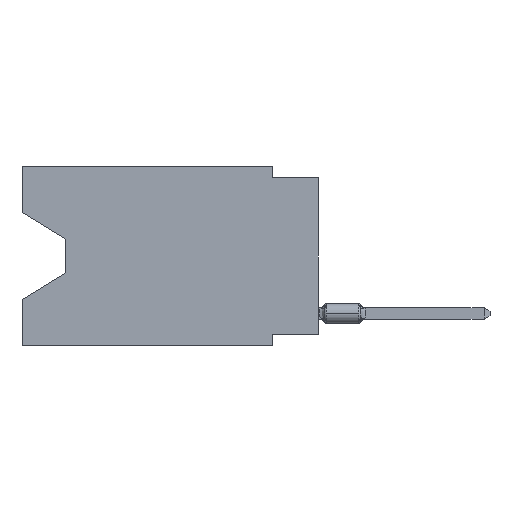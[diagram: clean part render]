
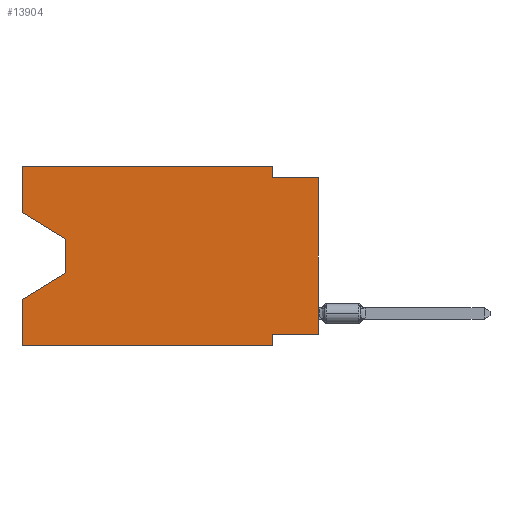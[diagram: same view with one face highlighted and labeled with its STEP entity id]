
A CAD part, left-side view. The second image highlights one B-rep face of the part: STEP entity #13904.
In plain terms, the highlighted planar face has unit normal (-1, 0, 0).
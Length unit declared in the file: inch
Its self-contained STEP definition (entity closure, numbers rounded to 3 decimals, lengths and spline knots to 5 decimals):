
#252 = VECTOR ( 'NONE', #4819, 39.37008 ) ;
#366 = DIRECTION ( 'NONE',  ( 0., -1., 0. ) ) ;
#371 = DIRECTION ( 'NONE',  ( 0., 0., 1. ) ) ;
#555 = CARTESIAN_POINT ( 'NONE',  ( 0., 0.645, 0. ) ) ;
#708 = LINE ( 'NONE', #12789, #1254 ) ;
#964 = CARTESIAN_POINT ( 'NONE',  ( 0., 0., -0.025 ) ) ;
#969 = LINE ( 'NONE', #6468, #4624 ) ;
#1254 = VECTOR ( 'NONE', #2957, 39.37008 ) ;
#1463 = VECTOR ( 'NONE', #6881, 39.37008 ) ;
#1574 = ORIENTED_EDGE ( 'NONE', *, *, #10187, .F. ) ;
#1607 = LINE ( 'NONE', #7963, #2077 ) ;
#1610 = EDGE_CURVE ( 'NONE', #4715, #14172, #5688, .T. ) ;
#1961 = VERTEX_POINT ( 'NONE', #12999 ) ;
#2077 = VECTOR ( 'NONE', #10255, 39.37008 ) ;
#2137 = VECTOR ( 'NONE', #10883, 39.37008 ) ;
#2191 = LINE ( 'NONE', #964, #13548 ) ;
#2289 = VERTEX_POINT ( 'NONE', #6482 ) ;
#2400 = VERTEX_POINT ( 'NONE', #10194 ) ;
#2550 = CARTESIAN_POINT ( 'NONE',  ( 0., 0.645, -0.10025 ) ) ;
#2626 = VERTEX_POINT ( 'NONE', #10259 ) ;
#2724 = ORIENTED_EDGE ( 'NONE', *, *, #13279, .T. ) ;
#2728 = EDGE_CURVE ( 'NONE', #9436, #2289, #2191, .T. ) ;
#2743 = LINE ( 'NONE', #12641, #6638 ) ;
#2881 = DIRECTION ( 'NONE',  ( 0., 1., 0. ) ) ;
#2957 = DIRECTION ( 'NONE',  ( 0., 0., 1. ) ) ;
#3202 = VERTEX_POINT ( 'NONE', #13157 ) ;
#3433 = CARTESIAN_POINT ( 'NONE',  ( 0., 0.1, -0.39 ) ) ;
#3583 = LINE ( 'NONE', #4423, #13854 ) ;
#4019 = ORIENTED_EDGE ( 'NONE', *, *, #8933, .T. ) ;
#4110 = CARTESIAN_POINT ( 'NONE',  ( 0., 0.645, 0. ) ) ;
#4135 = EDGE_LOOP ( 'NONE', ( #2724, #4019, #5643, #11174, #10016, #4751, #12949, #7762, #13026, #6744, #1574, #6709 ) ) ;
#4423 = CARTESIAN_POINT ( 'NONE',  ( 0., 0., 0. ) ) ;
#4512 = VECTOR ( 'NONE', #2881, 39.37008 ) ;
#4515 = EDGE_CURVE ( 'NONE', #7180, #2289, #3583, .T. ) ;
#4604 = DIRECTION ( 'NONE',  ( 1., 0., 0. ) ) ;
#4624 = VECTOR ( 'NONE', #5028, 39.37008 ) ;
#4640 = VECTOR ( 'NONE', #10275, 39.37008 ) ;
#4683 = PLANE ( 'NONE',  #13882 ) ;
#4715 = VERTEX_POINT ( 'NONE', #14014 ) ;
#4751 = ORIENTED_EDGE ( 'NONE', *, *, #12429, .F. ) ;
#4773 = CARTESIAN_POINT ( 'NONE',  ( 0., 0.645, 0. ) ) ;
#4819 = DIRECTION ( 'NONE',  ( 0., -1., 0. ) ) ;
#5027 = LINE ( 'NONE', #555, #252 ) ;
#5028 = DIRECTION ( 'NONE',  ( 0., 0., -1. ) ) ;
#5323 = LINE ( 'NONE', #12701, #4512 ) ;
#5643 = ORIENTED_EDGE ( 'NONE', *, *, #1610, .T. ) ;
#5688 = LINE ( 'NONE', #13493, #4640 ) ;
#5747 = VECTOR ( 'NONE', #9131, 39.37008 ) ;
#5807 = EDGE_CURVE ( 'NONE', #2626, #14172, #708, .T. ) ;
#6418 = CARTESIAN_POINT ( 'NONE',  ( 0., 0., -0.365 ) ) ;
#6468 = CARTESIAN_POINT ( 'NONE',  ( 0., 0.1, 0. ) ) ;
#6482 = CARTESIAN_POINT ( 'NONE',  ( 0., 0., -0.025 ) ) ;
#6638 = VECTOR ( 'NONE', #366, 39.37008 ) ;
#6709 = ORIENTED_EDGE ( 'NONE', *, *, #6887, .F. ) ;
#6744 = ORIENTED_EDGE ( 'NONE', *, *, #14176, .F. ) ;
#6823 = CARTESIAN_POINT ( 'NONE',  ( 0., 0.645, 0. ) ) ;
#6852 = LINE ( 'NONE', #4773, #5747 ) ;
#6881 = DIRECTION ( 'NONE',  ( 0., -0.855, -0.519 ) ) ;
#6887 = EDGE_CURVE ( 'NONE', #1961, #7475, #6852, .T. ) ;
#7005 = EDGE_CURVE ( 'NONE', #2626, #3202, #2743, .T. ) ;
#7035 = VERTEX_POINT ( 'NONE', #10596 ) ;
#7180 = VERTEX_POINT ( 'NONE', #6418 ) ;
#7475 = VERTEX_POINT ( 'NONE', #4110 ) ;
#7641 = CARTESIAN_POINT ( 'NONE',  ( 0., 0.55, -0.158 ) ) ;
#7742 = FACE_OUTER_BOUND ( 'NONE', #4135, .T. ) ;
#7762 = ORIENTED_EDGE ( 'NONE', *, *, #4515, .T. ) ;
#7763 = LINE ( 'NONE', #3433, #2137 ) ;
#7963 = CARTESIAN_POINT ( 'NONE',  ( 0., 0.55, -0.158 ) ) ;
#8683 = EDGE_CURVE ( 'NONE', #7180, #7035, #5323, .T. ) ;
#8933 = EDGE_CURVE ( 'NONE', #12341, #4715, #1607, .T. ) ;
#9131 = DIRECTION ( 'NONE',  ( 0., 0., 1. ) ) ;
#9436 = VERTEX_POINT ( 'NONE', #10617 ) ;
#9678 = DIRECTION ( 'NONE',  ( 0., -1., 0. ) ) ;
#10016 = ORIENTED_EDGE ( 'NONE', *, *, #7005, .T. ) ;
#10187 = EDGE_CURVE ( 'NONE', #7475, #2400, #5027, .T. ) ;
#10194 = CARTESIAN_POINT ( 'NONE',  ( 0., 0.1, 0. ) ) ;
#10255 = DIRECTION ( 'NONE',  ( 0., 0., -1. ) ) ;
#10259 = CARTESIAN_POINT ( 'NONE',  ( 0., 0.645, -0.39 ) ) ;
#10275 = DIRECTION ( 'NONE',  ( 0., 0.855, -0.519 ) ) ;
#10596 = CARTESIAN_POINT ( 'NONE',  ( 0., 0.1, -0.365 ) ) ;
#10617 = CARTESIAN_POINT ( 'NONE',  ( 0., 0.1, -0.025 ) ) ;
#10849 = CARTESIAN_POINT ( 'NONE',  ( 0., 0.645, -0.28975 ) ) ;
#10883 = DIRECTION ( 'NONE',  ( 0., 0., -1. ) ) ;
#11174 = ORIENTED_EDGE ( 'NONE', *, *, #5807, .F. ) ;
#12341 = VERTEX_POINT ( 'NONE', #7641 ) ;
#12429 = EDGE_CURVE ( 'NONE', #7035, #3202, #7763, .T. ) ;
#12641 = CARTESIAN_POINT ( 'NONE',  ( 0., 0.645, -0.39 ) ) ;
#12701 = CARTESIAN_POINT ( 'NONE',  ( 0., 0., -0.365 ) ) ;
#12789 = CARTESIAN_POINT ( 'NONE',  ( 0., 0.645, 0. ) ) ;
#12949 = ORIENTED_EDGE ( 'NONE', *, *, #8683, .F. ) ;
#12999 = CARTESIAN_POINT ( 'NONE',  ( 0., 0.645, -0.10025 ) ) ;
#13026 = ORIENTED_EDGE ( 'NONE', *, *, #2728, .F. ) ;
#13125 = DIRECTION ( 'NONE',  ( 0., 0., -1. ) ) ;
#13157 = CARTESIAN_POINT ( 'NONE',  ( 0., 0.1, -0.39 ) ) ;
#13279 = EDGE_CURVE ( 'NONE', #1961, #12341, #13531, .T. ) ;
#13493 = CARTESIAN_POINT ( 'NONE',  ( 0., 0.55, -0.232 ) ) ;
#13531 = LINE ( 'NONE', #2550, #1463 ) ;
#13548 = VECTOR ( 'NONE', #9678, 39.37008 ) ;
#13854 = VECTOR ( 'NONE', #371, 39.37008 ) ;
#13882 = AXIS2_PLACEMENT_3D ( 'NONE', #6823, #4604, #13125 ) ;
#13904 = ADVANCED_FACE ( 'NONE', ( #7742 ), #4683, .F. ) ;
#14014 = CARTESIAN_POINT ( 'NONE',  ( 0., 0.55, -0.232 ) ) ;
#14172 = VERTEX_POINT ( 'NONE', #10849 ) ;
#14176 = EDGE_CURVE ( 'NONE', #2400, #9436, #969, .T. ) ;
